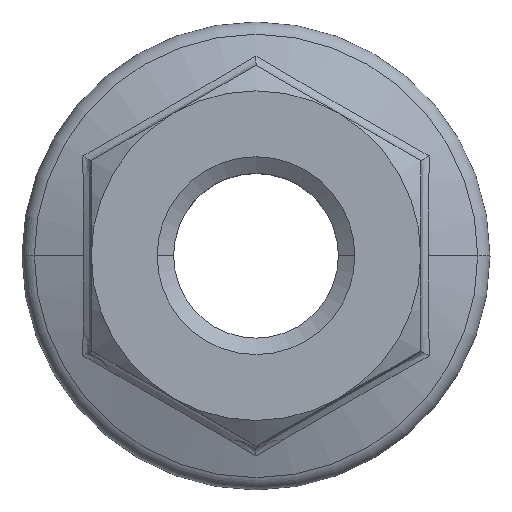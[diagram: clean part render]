
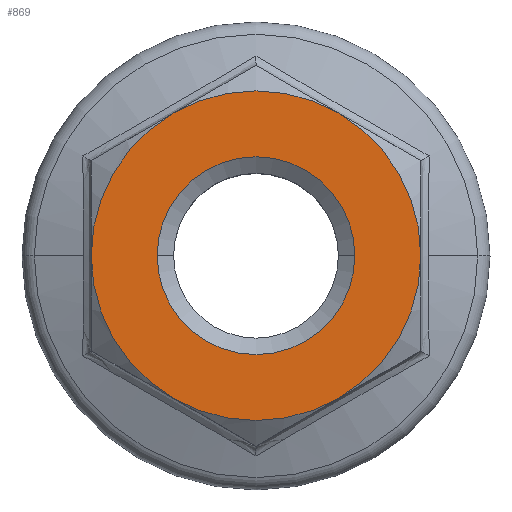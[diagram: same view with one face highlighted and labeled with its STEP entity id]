
A CAD part, top view. The second image highlights one B-rep face of the part: STEP entity #869.
In plain terms, the highlighted planar face has unit normal (0, 0, 1).
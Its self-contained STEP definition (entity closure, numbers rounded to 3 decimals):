
#9 = VERTEX_POINT ( 'NONE', #880 ) ;
#23 = CIRCLE ( 'NONE', #274, 5. ) ;
#25 = EDGE_LOOP ( 'NONE', ( #612, #240 ) ) ;
#32 = CARTESIAN_POINT ( 'NONE',  ( 0., 0., 0. ) ) ;
#42 = CARTESIAN_POINT ( 'NONE',  ( 0., 0., 0. ) ) ;
#55 = DIRECTION ( 'NONE',  ( 0., 0., 1. ) ) ;
#64 = CIRCLE ( 'NONE', #755, 3. ) ;
#122 = DIRECTION ( 'NONE',  ( 0., 0., 1. ) ) ;
#144 = CARTESIAN_POINT ( 'NONE',  ( 0., 0., 0. ) ) ;
#154 = VERTEX_POINT ( 'NONE', #811 ) ;
#162 = AXIS2_PLACEMENT_3D ( 'NONE', #42, #845, #1095 ) ;
#191 = CARTESIAN_POINT ( 'NONE',  ( 0., 0., 0. ) ) ;
#198 = CIRCLE ( 'NONE', #548, 5. ) ;
#233 = CARTESIAN_POINT ( 'NONE',  ( -5., 0., 0. ) ) ;
#240 = ORIENTED_EDGE ( 'NONE', *, *, #694, .F. ) ;
#254 = CIRCLE ( 'NONE', #369, 5. ) ;
#273 = PLANE ( 'NONE',  #999 ) ;
#274 = AXIS2_PLACEMENT_3D ( 'NONE', #936, #1122, #853 ) ;
#280 = AXIS2_PLACEMENT_3D ( 'NONE', #1108, #1020, #401 ) ;
#313 = CARTESIAN_POINT ( 'NONE',  ( -2.5, -4.33, 0. ) ) ;
#321 = EDGE_CURVE ( 'NONE', #471, #154, #852, .T. ) ;
#339 = VERTEX_POINT ( 'NONE', #403 ) ;
#344 = EDGE_CURVE ( 'NONE', #414, #471, #1118, .T. ) ;
#362 = EDGE_LOOP ( 'NONE', ( #520, #1021, #458, #640, #405, #720 ) ) ;
#369 = AXIS2_PLACEMENT_3D ( 'NONE', #765, #1042, #796 ) ;
#376 = EDGE_CURVE ( 'NONE', #1003, #414, #819, .T. ) ;
#401 = DIRECTION ( 'NONE',  ( -1., 0., 0. ) ) ;
#403 = CARTESIAN_POINT ( 'NONE',  ( 2.5, 4.33, 0. ) ) ;
#405 = ORIENTED_EDGE ( 'NONE', *, *, #419, .T. ) ;
#414 = VERTEX_POINT ( 'NONE', #313 ) ;
#419 = EDGE_CURVE ( 'NONE', #839, #339, #23, .T. ) ;
#433 = CARTESIAN_POINT ( 'NONE',  ( 0., 5.774, 0. ) ) ;
#458 = ORIENTED_EDGE ( 'NONE', *, *, #376, .F. ) ;
#459 = VERTEX_POINT ( 'NONE', #1033 ) ;
#467 = EDGE_CURVE ( 'NONE', #459, #9, #804, .T. ) ;
#471 = VERTEX_POINT ( 'NONE', #233 ) ;
#520 = ORIENTED_EDGE ( 'NONE', *, *, #321, .F. ) ;
#548 = AXIS2_PLACEMENT_3D ( 'NONE', #191, #721, #814 ) ;
#612 = ORIENTED_EDGE ( 'NONE', *, *, #467, .F. ) ;
#619 = DIRECTION ( 'NONE',  ( -1., 0., 0. ) ) ;
#629 = CARTESIAN_POINT ( 'NONE',  ( 2.5, -4.33, 0. ) ) ;
#640 = ORIENTED_EDGE ( 'NONE', *, *, #828, .F. ) ;
#661 = DIRECTION ( 'NONE',  ( -1., 0., 0. ) ) ;
#669 = CARTESIAN_POINT ( 'NONE',  ( 5., 0., 0. ) ) ;
#694 = EDGE_CURVE ( 'NONE', #9, #459, #64, .T. ) ;
#698 = DIRECTION ( 'NONE',  ( 0., 0., -1. ) ) ;
#703 = AXIS2_PLACEMENT_3D ( 'NONE', #1106, #1012, #661 ) ;
#720 = ORIENTED_EDGE ( 'NONE', *, *, #1068, .F. ) ;
#721 = DIRECTION ( 'NONE',  ( 0., 0., -1. ) ) ;
#732 = FACE_BOUND ( 'NONE', #25, .T. ) ;
#753 = DIRECTION ( 'NONE',  ( 1., 0., 0. ) ) ;
#755 = AXIS2_PLACEMENT_3D ( 'NONE', #32, #122, #1008 ) ;
#765 = CARTESIAN_POINT ( 'NONE',  ( 0., 0., 0. ) ) ;
#796 = DIRECTION ( 'NONE',  ( -1., 0., 0. ) ) ;
#804 = CIRCLE ( 'NONE', #980, 3. ) ;
#811 = CARTESIAN_POINT ( 'NONE',  ( -2.5, 4.33, 0. ) ) ;
#814 = DIRECTION ( 'NONE',  ( -1., 0., 0. ) ) ;
#819 = CIRCLE ( 'NONE', #280, 5. ) ;
#828 = EDGE_CURVE ( 'NONE', #839, #1003, #254, .T. ) ;
#839 = VERTEX_POINT ( 'NONE', #669 ) ;
#845 = DIRECTION ( 'NONE',  ( 0., 0., -1. ) ) ;
#852 = CIRCLE ( 'NONE', #703, 5. ) ;
#853 = DIRECTION ( 'NONE',  ( 1., 0., 0. ) ) ;
#869 = ADVANCED_FACE ( 'NONE', ( #732, #956 ), #273, .F. ) ;
#880 = CARTESIAN_POINT ( 'NONE',  ( -3., 0., 0. ) ) ;
#936 = CARTESIAN_POINT ( 'NONE',  ( 0., 0., 0. ) ) ;
#956 = FACE_OUTER_BOUND ( 'NONE', #362, .T. ) ;
#980 = AXIS2_PLACEMENT_3D ( 'NONE', #144, #55, #753 ) ;
#999 = AXIS2_PLACEMENT_3D ( 'NONE', #433, #698, #619 ) ;
#1003 = VERTEX_POINT ( 'NONE', #629 ) ;
#1008 = DIRECTION ( 'NONE',  ( 1., 0., 0. ) ) ;
#1012 = DIRECTION ( 'NONE',  ( 0., 0., -1. ) ) ;
#1020 = DIRECTION ( 'NONE',  ( 0., 0., -1. ) ) ;
#1021 = ORIENTED_EDGE ( 'NONE', *, *, #344, .F. ) ;
#1033 = CARTESIAN_POINT ( 'NONE',  ( 3., 0., 0. ) ) ;
#1042 = DIRECTION ( 'NONE',  ( 0., 0., -1. ) ) ;
#1068 = EDGE_CURVE ( 'NONE', #154, #339, #198, .T. ) ;
#1095 = DIRECTION ( 'NONE',  ( -1., 0., 0. ) ) ;
#1106 = CARTESIAN_POINT ( 'NONE',  ( 0., 0., 0. ) ) ;
#1108 = CARTESIAN_POINT ( 'NONE',  ( 0., 0., 0. ) ) ;
#1118 = CIRCLE ( 'NONE', #162, 5. ) ;
#1122 = DIRECTION ( 'NONE',  ( 0., 0., 1. ) ) ;
